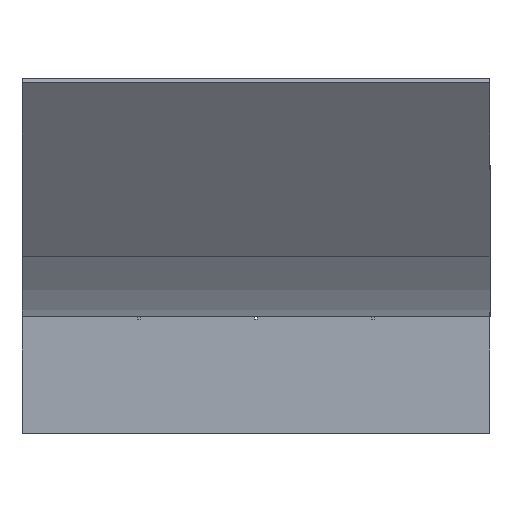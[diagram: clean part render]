
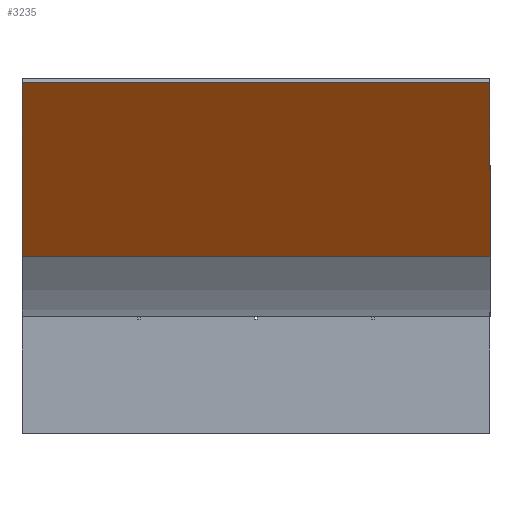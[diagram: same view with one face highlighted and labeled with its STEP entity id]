
A CAD part, left-side view. The second image highlights one B-rep face of the part: STEP entity #3235.
In plain terms, the highlighted planar face has unit normal (-0.316, 0, -0.949).
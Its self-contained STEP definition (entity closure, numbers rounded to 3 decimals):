
#16 = VERTEX_POINT ( 'NONE', #2990 ) ;
#67 = VECTOR ( 'NONE', #353, 1000. ) ;
#288 = ORIENTED_EDGE ( 'NONE', *, *, #1236, .F. ) ;
#353 = DIRECTION ( 'NONE',  ( 0.949, 0., -0.316 ) ) ;
#446 = AXIS2_PLACEMENT_3D ( 'NONE', #555, #1255, #1571 ) ;
#489 = LINE ( 'NONE', #754, #1887 ) ;
#555 = CARTESIAN_POINT ( 'NONE',  ( 22.302, -10., 2.566 ) ) ;
#679 = EDGE_CURVE ( 'NONE', #1610, #3176, #1656, .T. ) ;
#754 = CARTESIAN_POINT ( 'NONE',  ( 0., 0., 10. ) ) ;
#794 = VECTOR ( 'NONE', #1323, 1000. ) ;
#799 = PLANE ( 'NONE',  #446 ) ;
#887 = ORIENTED_EDGE ( 'NONE', *, *, #679, .F. ) ;
#964 = ORIENTED_EDGE ( 'NONE', *, *, #1625, .T. ) ;
#1073 = CARTESIAN_POINT ( 'NONE',  ( 22.302, -10., 2.566 ) ) ;
#1236 = EDGE_CURVE ( 'NONE', #16, #1610, #489, .T. ) ;
#1255 = DIRECTION ( 'NONE',  ( -0.316, 0., -0.949 ) ) ;
#1323 = DIRECTION ( 'NONE',  ( 0., -1., 0. ) ) ;
#1389 = CARTESIAN_POINT ( 'NONE',  ( 0., -10., 10. ) ) ;
#1571 = DIRECTION ( 'NONE',  ( -0.949, 0., 0.316 ) ) ;
#1576 = CARTESIAN_POINT ( 'NONE',  ( 22.302, 0., 2.566 ) ) ;
#1610 = VERTEX_POINT ( 'NONE', #2030 ) ;
#1625 = EDGE_CURVE ( 'NONE', #3259, #3176, #2533, .T. ) ;
#1656 = LINE ( 'NONE', #1389, #67 ) ;
#1887 = VECTOR ( 'NONE', #2778, 1000. ) ;
#1930 = ORIENTED_EDGE ( 'NONE', *, *, #2985, .F. ) ;
#2030 = CARTESIAN_POINT ( 'NONE',  ( 0., -10., 10. ) ) ;
#2060 = CARTESIAN_POINT ( 'NONE',  ( 22.302, 10., 2.566 ) ) ;
#2149 = CARTESIAN_POINT ( 'NONE',  ( 22.302, 10., 2.566 ) ) ;
#2387 = EDGE_LOOP ( 'NONE', ( #1930, #964, #887, #288 ) ) ;
#2533 = LINE ( 'NONE', #1576, #794 ) ;
#2598 = FACE_OUTER_BOUND ( 'NONE', #2387, .T. ) ;
#2635 = LINE ( 'NONE', #2149, #2873 ) ;
#2778 = DIRECTION ( 'NONE',  ( 0., -1., 0. ) ) ;
#2873 = VECTOR ( 'NONE', #2895, 1000. ) ;
#2895 = DIRECTION ( 'NONE',  ( -0.949, 0., 0.316 ) ) ;
#2985 = EDGE_CURVE ( 'NONE', #3259, #16, #2635, .T. ) ;
#2990 = CARTESIAN_POINT ( 'NONE',  ( 0., 10., 10. ) ) ;
#3176 = VERTEX_POINT ( 'NONE', #1073 ) ;
#3235 = ADVANCED_FACE ( 'NONE', ( #2598 ), #799, .T. ) ;
#3259 = VERTEX_POINT ( 'NONE', #2060 ) ;
